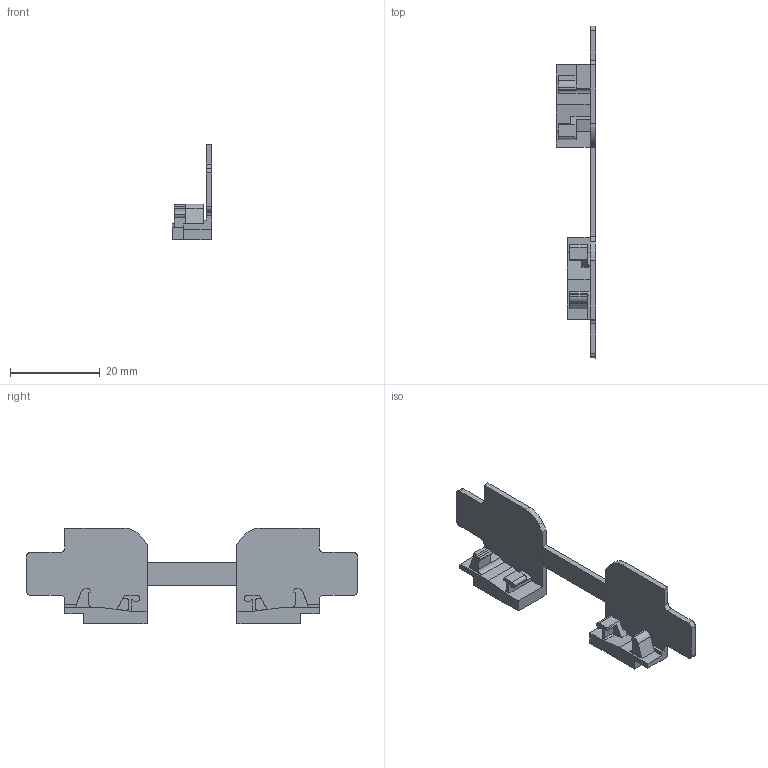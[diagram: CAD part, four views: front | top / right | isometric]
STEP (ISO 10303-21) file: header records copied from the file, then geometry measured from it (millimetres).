
FILE_DESCRIPTION(('CATIA V5R22 STEP214','CAx-IF Rec.Pracs.--- Model Styling and Organization---1.4--- 2014-01-23'),'2;1');
FILE_NAME ('024267-4_0', '2021-04-21T07:13:51+00:00', ('Weidmueller Interface'), ('Weidmueller'), 'CATIA Version 5-6 Release 2016 SP3 HF44', 'CATIA V5 STEP AP214', 'none');
FILE_SCHEMA(('AUTOMOTIVE_DESIGN { 1 0 10303 214 1 1 1 1 }'));
Length unit declared in the file: millimetre
Products named in the file (1): 38923_ZVLA1_..._ZPS2.5_AllCATPart
Bounding box: 8.8 x 73.8 x 21.3 mm (x, y, z)
Volume: 2062.2 mm3; surface area: 3072.4 mm2
Topology: 3 solids, 3 shells, 104 faces, 306 edges, 208 vertices
Faces by surface type: plane 78, cylinder 26
Entity records: 3418 total; most frequent: CARTESIAN_POINT 616, ORIENTED_EDGE 612, DIRECTION 508, EDGE_CURVE 306, VECTOR 252, LINE 252, VERTEX_POINT 208, AXIS2_PLACEMENT_3D 156
